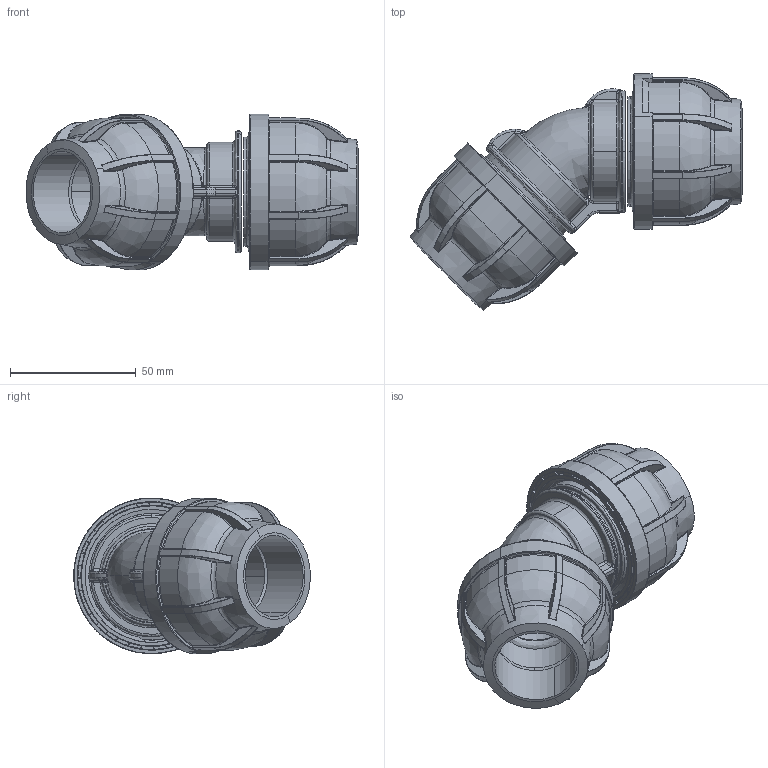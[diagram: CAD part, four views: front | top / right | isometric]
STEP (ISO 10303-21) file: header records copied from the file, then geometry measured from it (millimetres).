
FILE_DESCRIPTION (( 'STEP AP203' ), '1' );
FILE_NAME ('R245.032.032.STEP', '2016-10-18T15:56:52', ( '' ), ( '' ), 'SwSTEP 2.0', 'SolidWorks 2016', '' );
FILE_SCHEMA (( 'CONFIG_CONTROL_DESIGN' ));
Length unit declared in the file: millimetre
Products named in the file (1): R245.032.032
Bounding box: 132.18 x 94.2 x 62.1 mm (x, y, z)
Surface area: 53980.9 mm2 (no closed solid volume)
Topology: 0 solids, 25 shells, 1012 faces, 3390 edges, 2188 vertices
Faces by surface type: bspline 499, cylinder 286, plane 205, cone 22
Entity records: 54909 total; most frequent: CARTESIAN_POINT 30707, ORIENTED_EDGE 5153, DIRECTION 4221, EDGE_CURVE 3352, VERTEX_POINT 2188, AXIS2_PLACEMENT_3D 1688, CIRCLE 1174, B_SPLINE_CURVE_WITH_KNOTS 1066
